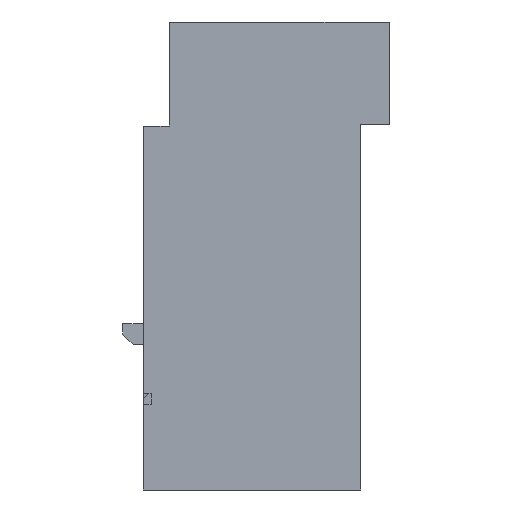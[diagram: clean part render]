
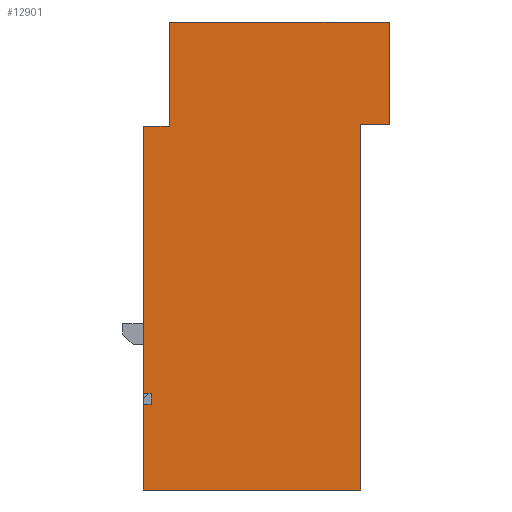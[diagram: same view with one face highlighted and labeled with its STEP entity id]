
A CAD part, left-side view. The second image highlights one B-rep face of the part: STEP entity #12901.
In plain terms, the highlighted planar face has unit normal (-1, 0, 0).
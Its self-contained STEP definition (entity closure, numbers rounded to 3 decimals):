
#5572=DIRECTION('',(0.,0.,-1.));
#5573=VECTOR('',#5572,20.);
#5574=CARTESIAN_POINT('',(-124.75,42.3,0.));
#5575=LINE('',#5574,#5573);
#5699=DIRECTION('',(0.,1.,0.));
#5700=VECTOR('',#5699,41.8);
#5701=CARTESIAN_POINT('',(-124.75,5.5,-90.));
#5702=LINE('',#5701,#5700);
#5706=DIRECTION('',(0.,0.,1.));
#5707=VECTOR('',#5706,16.5);
#5708=CARTESIAN_POINT('',(-124.75,47.3,-90.));
#5709=LINE('',#5708,#5707);
#5713=DIRECTION('',(0.,1.,0.));
#5714=VECTOR('',#5713,1.5);
#5715=CARTESIAN_POINT('',(-124.75,45.8,-71.5));
#5716=LINE('',#5715,#5714);
#5720=DIRECTION('',(0.,0.,1.));
#5721=VECTOR('',#5720,51.5);
#5722=CARTESIAN_POINT('',(-124.75,47.3,-71.5));
#5723=LINE('',#5722,#5721);
#5727=DIRECTION('',(0.,-1.,0.));
#5728=VECTOR('',#5727,5.);
#5729=CARTESIAN_POINT('',(-124.75,47.3,-20.));
#5730=LINE('',#5729,#5728);
#5734=DIRECTION('',(0.,1.,0.));
#5735=VECTOR('',#5734,5.5);
#5736=CARTESIAN_POINT('',(-124.75,0.,-19.7));
#5737=LINE('',#5736,#5735);
#5874=DIRECTION('',(0.,0.,1.));
#5875=VECTOR('',#5874,19.7);
#5876=CARTESIAN_POINT('',(-124.75,0.,-19.7));
#5877=LINE('',#5876,#5875);
#5958=DIRECTION('',(0.,0.,1.));
#5959=VECTOR('',#5958,70.3);
#5960=CARTESIAN_POINT('',(-124.75,5.5,-90.));
#5961=LINE('',#5960,#5959);
#5979=DIRECTION('',(0.,1.,0.));
#5980=VECTOR('',#5979,42.3);
#5981=CARTESIAN_POINT('',(-124.75,0.,0.));
#5982=LINE('',#5981,#5980);
#7763=DIRECTION('',(0.,1.,0.));
#7764=VECTOR('',#7763,1.5);
#7765=CARTESIAN_POINT('',(-124.75,45.8,-73.5));
#7766=LINE('',#7765,#7764);
#7777=DIRECTION('',(0.,0.,-1.));
#7778=VECTOR('',#7777,2.);
#7779=CARTESIAN_POINT('',(-124.75,45.8,-71.5));
#7780=LINE('',#7779,#7778);
#10858=CARTESIAN_POINT('',(-124.75,42.3,-20.));
#10860=VERTEX_POINT('',#10858);
#10867=CARTESIAN_POINT('',(-124.75,42.3,0.));
#10868=VERTEX_POINT('',#10867);
#10871=CARTESIAN_POINT('',(-124.75,47.3,-20.));
#10872=VERTEX_POINT('',#10871);
#10883=CARTESIAN_POINT('',(-124.75,47.3,-71.5));
#10884=VERTEX_POINT('',#10883);
#10885=CARTESIAN_POINT('',(-124.75,45.8,-71.5));
#10886=VERTEX_POINT('',#10885);
#10889=CARTESIAN_POINT('',(-124.75,5.5,-90.));
#10890=CARTESIAN_POINT('',(-124.75,47.3,-90.));
#10891=VERTEX_POINT('',#10889);
#10892=VERTEX_POINT('',#10890);
#10893=CARTESIAN_POINT('',(-124.75,47.3,-73.5));
#10894=VERTEX_POINT('',#10893);
#10895=CARTESIAN_POINT('',(-124.75,45.8,-73.5));
#10896=VERTEX_POINT('',#10895);
#10897=CARTESIAN_POINT('',(-124.75,0.,0.));
#10898=VERTEX_POINT('',#10897);
#10899=CARTESIAN_POINT('',(-124.75,0.,-19.7));
#10900=VERTEX_POINT('',#10899);
#10901=CARTESIAN_POINT('',(-124.75,5.5,-19.7));
#10902=VERTEX_POINT('',#10901);
#12874=CARTESIAN_POINT('',(-124.75,40.5,0.));
#12875=DIRECTION('',(1.,0.,0.));
#12876=DIRECTION('',(0.,0.,-1.));
#12877=AXIS2_PLACEMENT_3D('',#12874,#12875,#12876);
#12878=PLANE('',#12877);
#12880=ORIENTED_EDGE('',*,*,#12879,.T.);
#12882=ORIENTED_EDGE('',*,*,#12881,.T.);
#12884=ORIENTED_EDGE('',*,*,#12883,.F.);
#12886=ORIENTED_EDGE('',*,*,#12885,.F.);
#12887=ORIENTED_EDGE('',*,*,#12855,.T.);
#12888=ORIENTED_EDGE('',*,*,#12836,.T.);
#12889=ORIENTED_EDGE('',*,*,#12754,.T.);
#12890=ORIENTED_EDGE('',*,*,#12734,.F.);
#12892=ORIENTED_EDGE('',*,*,#12891,.F.);
#12894=ORIENTED_EDGE('',*,*,#12893,.F.);
#12896=ORIENTED_EDGE('',*,*,#12895,.T.);
#12898=ORIENTED_EDGE('',*,*,#12897,.F.);
#12899=EDGE_LOOP('',(#12880,#12882,#12884,#12886,#12887,#12888,#12889,#12890,
#12892,#12894,#12896,#12898));
#12900=FACE_OUTER_BOUND('',#12899,.F.);
#12734=EDGE_CURVE('',#10868,#10860,#5575,.T.);
#12754=EDGE_CURVE('',#10872,#10860,#5730,.T.);
#12836=EDGE_CURVE('',#10884,#10872,#5723,.T.);
#12855=EDGE_CURVE('',#10886,#10884,#5716,.T.);
#12879=EDGE_CURVE('',#10891,#10892,#5702,.T.);
#12881=EDGE_CURVE('',#10892,#10894,#5709,.T.);
#12883=EDGE_CURVE('',#10896,#10894,#7766,.T.);
#12885=EDGE_CURVE('',#10886,#10896,#7780,.T.);
#12891=EDGE_CURVE('',#10898,#10868,#5982,.T.);
#12893=EDGE_CURVE('',#10900,#10898,#5877,.T.);
#12895=EDGE_CURVE('',#10900,#10902,#5737,.T.);
#12897=EDGE_CURVE('',#10891,#10902,#5961,.T.);
#12901=ADVANCED_FACE('',(#12900),#12878,.F.);
